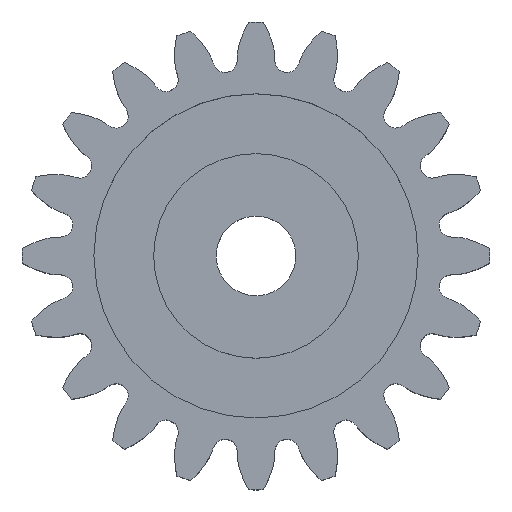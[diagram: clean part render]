
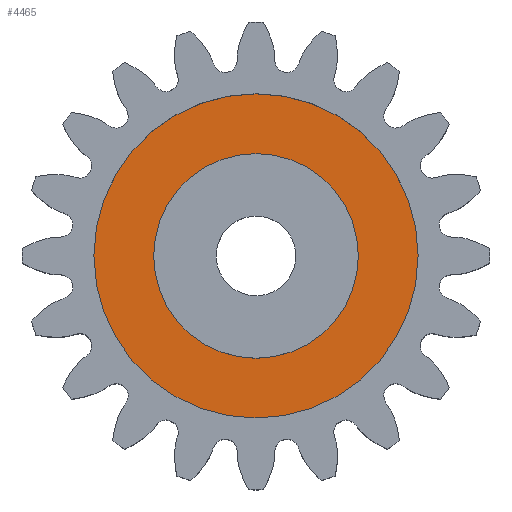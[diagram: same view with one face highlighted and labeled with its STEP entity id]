
A CAD part, top view. The second image highlights one B-rep face of the part: STEP entity #4465.
In plain terms, the highlighted planar face has unit normal (0, 0, 1).
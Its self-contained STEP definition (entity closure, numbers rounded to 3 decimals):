
#374 = EDGE_LOOP ( 'NONE', ( #1774, #1805 ) ) ;
#596 = VERTEX_POINT ( 'NONE', #709 ) ;
#709 = CARTESIAN_POINT ( 'NONE',  ( -3.85, 0., 3.875 ) ) ;
#1233 = ORIENTED_EDGE ( 'NONE', *, *, #11775, .F. ) ;
#1355 = DIRECTION ( 'NONE',  ( 1., 0., 0. ) ) ;
#1577 = DIRECTION ( 'NONE',  ( 0., 0., -1. ) ) ;
#1774 = ORIENTED_EDGE ( 'NONE', *, *, #8712, .T. ) ;
#1805 = ORIENTED_EDGE ( 'NONE', *, *, #9167, .T. ) ;
#1984 = EDGE_LOOP ( 'NONE', ( #1233, #10920 ) ) ;
#2368 = CARTESIAN_POINT ( 'NONE',  ( 0., 0., 3.875 ) ) ;
#2487 = PLANE ( 'NONE',  #11512 ) ;
#3104 = FACE_OUTER_BOUND ( 'NONE', #1984, .T. ) ;
#3126 = CARTESIAN_POINT ( 'NONE',  ( 0., 0., 3.875 ) ) ;
#4121 = DIRECTION ( 'NONE',  ( 0., 0., -1. ) ) ;
#4354 = VERTEX_POINT ( 'NONE', #10852 ) ;
#4465 = ADVANCED_FACE ( 'NONE', ( #3104, #5580 ), #2487, .T. ) ;
#4708 = CARTESIAN_POINT ( 'NONE',  ( 0., 0., 3.875 ) ) ;
#4929 = CIRCLE ( 'NONE', #8975, 6.1 ) ;
#5281 = DIRECTION ( 'NONE',  ( 0., 0., 1. ) ) ;
#5580 = FACE_BOUND ( 'NONE', #374, .T. ) ;
#5678 = CIRCLE ( 'NONE', #11722, 6.1 ) ;
#5940 = DIRECTION ( 'NONE',  ( 0., 0., -1. ) ) ;
#6046 = CARTESIAN_POINT ( 'NONE',  ( 0., 0., 3.875 ) ) ;
#6418 = CARTESIAN_POINT ( 'NONE',  ( 6.1, 0., 3.875 ) ) ;
#7054 = DIRECTION ( 'NONE',  ( 0., 0., -1. ) ) ;
#7254 = CIRCLE ( 'NONE', #9066, 3.85 ) ;
#7523 = VERTEX_POINT ( 'NONE', #6418 ) ;
#8268 = EDGE_CURVE ( 'NONE', #4354, #7523, #4929, .T. ) ;
#8701 = CIRCLE ( 'NONE', #10337, 3.85 ) ;
#8712 = EDGE_CURVE ( 'NONE', #9997, #596, #8701, .T. ) ;
#8975 = AXIS2_PLACEMENT_3D ( 'NONE', #3126, #5940, #11426 ) ;
#9066 = AXIS2_PLACEMENT_3D ( 'NONE', #2368, #7054, #10854 ) ;
#9167 = EDGE_CURVE ( 'NONE', #596, #9997, #7254, .T. ) ;
#9997 = VERTEX_POINT ( 'NONE', #12082 ) ;
#10337 = AXIS2_PLACEMENT_3D ( 'NONE', #4708, #4121, #1355 ) ;
#10852 = CARTESIAN_POINT ( 'NONE',  ( -6.1, 0., 3.875 ) ) ;
#10854 = DIRECTION ( 'NONE',  ( 1., 0., 0. ) ) ;
#10920 = ORIENTED_EDGE ( 'NONE', *, *, #8268, .F. ) ;
#10941 = CARTESIAN_POINT ( 'NONE',  ( 0., 0., 3.875 ) ) ;
#11426 = DIRECTION ( 'NONE',  ( 1., 0., 0. ) ) ;
#11512 = AXIS2_PLACEMENT_3D ( 'NONE', #10941, #5281, #11812 ) ;
#11722 = AXIS2_PLACEMENT_3D ( 'NONE', #6046, #1577, #11804 ) ;
#11775 = EDGE_CURVE ( 'NONE', #7523, #4354, #5678, .T. ) ;
#11804 = DIRECTION ( 'NONE',  ( 1., 0., 0. ) ) ;
#11812 = DIRECTION ( 'NONE',  ( 1., 0., 0. ) ) ;
#12082 = CARTESIAN_POINT ( 'NONE',  ( 3.85, 0., 3.875 ) ) ;
